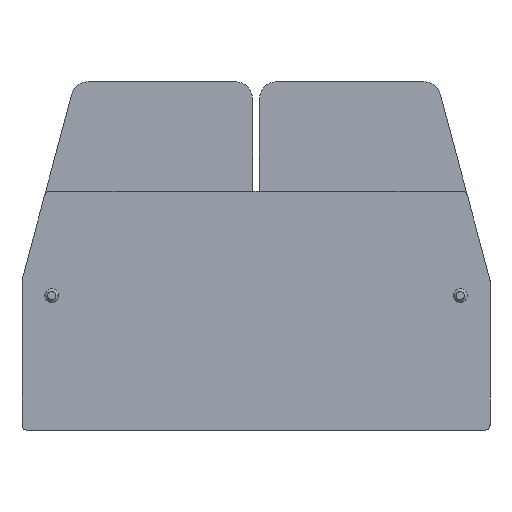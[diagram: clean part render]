
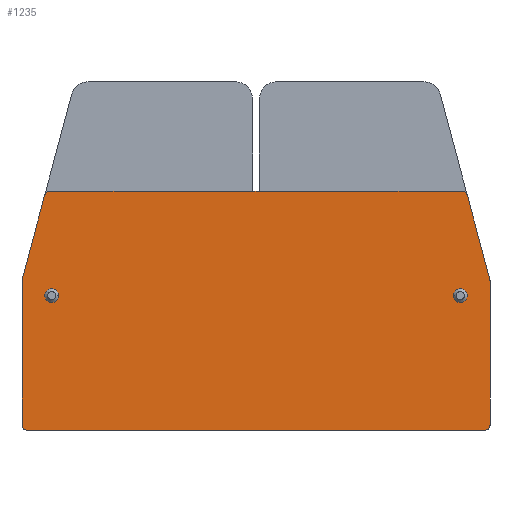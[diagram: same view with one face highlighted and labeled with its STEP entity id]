
A CAD part, left-side view. The second image highlights one B-rep face of the part: STEP entity #1235.
In plain terms, the highlighted planar face has unit normal (-1, 0, 0).
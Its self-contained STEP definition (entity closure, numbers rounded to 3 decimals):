
#319=AXIS2_PLACEMENT_3D('Circle Axis2P3D',#317,#318,$) ;
#381=AXIS2_PLACEMENT_3D('Circle Axis2P3D',#379,#380,$) ;
#443=AXIS2_PLACEMENT_3D('Circle Axis2P3D',#441,#442,$) ;
#505=AXIS2_PLACEMENT_3D('Circle Axis2P3D',#503,#504,$) ;
#686=AXIS2_PLACEMENT_3D('Circle Axis2P3D',#684,#685,$) ;
#712=AXIS2_PLACEMENT_3D('Circle Axis2P3D',#710,#711,$) ;
#801=AXIS2_PLACEMENT_3D('Circle Axis2P3D',#799,#800,$) ;
#827=AXIS2_PLACEMENT_3D('Circle Axis2P3D',#825,#826,$) ;
#1035=AXIS2_PLACEMENT_3D('Circle Axis2P3D',#1033,#1034,$) ;
#1183=AXIS2_PLACEMENT_3D('Plane Axis2P3D',#1180,#1181,#1182) ;
#1208=AXIS2_PLACEMENT_3D('Circle Axis2P3D',#1206,#1207,$) ;
#300=CARTESIAN_POINT('Vertex',(2.5,0.,21.901)) ;
#314=CARTESIAN_POINT('Vertex',(2.5,0.026,22.095)) ;
#317=CARTESIAN_POINT('Axis2P3D Location',(2.5,0.75,21.901)) ;
#340=CARTESIAN_POINT('Vertex',(2.5,0.,0.75)) ;
#348=CARTESIAN_POINT('Line Origine',(2.5,0.,11.326)) ;
#371=CARTESIAN_POINT('Vertex',(2.5,0.75,0.)) ;
#379=CARTESIAN_POINT('Axis2P3D Location',(2.5,0.75,0.75)) ;
#402=CARTESIAN_POINT('Vertex',(2.5,67.75,0.)) ;
#410=CARTESIAN_POINT('Line Origine',(2.5,34.25,0.)) ;
#433=CARTESIAN_POINT('Vertex',(2.5,68.5,0.75)) ;
#441=CARTESIAN_POINT('Axis2P3D Location',(2.5,67.75,0.75)) ;
#464=CARTESIAN_POINT('Vertex',(2.5,68.5,21.901)) ;
#472=CARTESIAN_POINT('Line Origine',(2.5,68.5,11.326)) ;
#495=CARTESIAN_POINT('Vertex',(2.5,68.474,22.095)) ;
#503=CARTESIAN_POINT('Axis2P3D Location',(2.5,67.75,21.901)) ;
#679=CARTESIAN_POINT('Vertex',(2.5,5.35,19.7)) ;
#684=CARTESIAN_POINT('Axis2P3D Location',(2.5,4.35,19.7)) ;
#688=CARTESIAN_POINT('Vertex',(2.5,3.35,19.7)) ;
#710=CARTESIAN_POINT('Axis2P3D Location',(2.5,4.35,19.7)) ;
#794=CARTESIAN_POINT('Vertex',(2.5,63.15,19.7)) ;
#799=CARTESIAN_POINT('Axis2P3D Location',(2.5,64.15,19.7)) ;
#803=CARTESIAN_POINT('Vertex',(2.5,65.15,19.7)) ;
#825=CARTESIAN_POINT('Axis2P3D Location',(2.5,64.15,19.7)) ;
#984=CARTESIAN_POINT('Line Origine',(2.5,1.68,28.27)) ;
#988=CARTESIAN_POINT('Vertex',(2.5,3.334,34.444)) ;
#1030=CARTESIAN_POINT('Vertex',(2.5,4.059,35.)) ;
#1033=CARTESIAN_POINT('Axis2P3D Location',(2.5,4.059,34.25)) ;
#1147=CARTESIAN_POINT('Vertex',(2.5,65.166,34.444)) ;
#1162=CARTESIAN_POINT('Line Origine',(2.5,66.82,28.27)) ;
#1180=CARTESIAN_POINT('Axis2P3D Location',(2.5,34.25,0.)) ;
#1185=CARTESIAN_POINT('Line Origine',(2.5,18.904,35.)) ;
#1189=CARTESIAN_POINT('Vertex',(2.5,33.75,35.)) ;
#1192=CARTESIAN_POINT('Line Origine',(2.5,34.25,35.)) ;
#1196=CARTESIAN_POINT('Vertex',(2.5,34.75,35.)) ;
#1199=CARTESIAN_POINT('Line Origine',(2.5,49.596,35.)) ;
#1203=CARTESIAN_POINT('Vertex',(2.5,64.441,35.)) ;
#1206=CARTESIAN_POINT('Axis2P3D Location',(2.5,64.441,34.25)) ;
#318=DIRECTION('Axis2P3D Direction',(-1.,0.,0.)) ;
#349=DIRECTION('Vector Direction',(0.,0.,1.)) ;
#380=DIRECTION('Axis2P3D Direction',(-1.,0.,0.)) ;
#411=DIRECTION('Vector Direction',(0.,1.,0.)) ;
#442=DIRECTION('Axis2P3D Direction',(-1.,0.,0.)) ;
#473=DIRECTION('Vector Direction',(0.,0.,1.)) ;
#504=DIRECTION('Axis2P3D Direction',(-1.,0.,0.)) ;
#685=DIRECTION('Axis2P3D Direction',(-1.,0.,0.)) ;
#711=DIRECTION('Axis2P3D Direction',(-1.,0.,0.)) ;
#800=DIRECTION('Axis2P3D Direction',(-1.,0.,0.)) ;
#826=DIRECTION('Axis2P3D Direction',(-1.,0.,0.)) ;
#985=DIRECTION('Vector Direction',(0.,0.259,0.966)) ;
#1034=DIRECTION('Axis2P3D Direction',(-1.,0.,0.)) ;
#1163=DIRECTION('Vector Direction',(0.,0.259,-0.966)) ;
#1181=DIRECTION('Axis2P3D Direction',(-1.,0.,0.)) ;
#1182=DIRECTION('Axis2P3D XDirection',(0.,-1.,0.)) ;
#1186=DIRECTION('Vector Direction',(0.,1.,0.)) ;
#1193=DIRECTION('Vector Direction',(0.,1.,0.)) ;
#1200=DIRECTION('Vector Direction',(0.,1.,0.)) ;
#1207=DIRECTION('Axis2P3D Direction',(-1.,0.,0.)) ;
#350=VECTOR('Line Direction',#349,1.) ;
#412=VECTOR('Line Direction',#411,1.) ;
#474=VECTOR('Line Direction',#473,1.) ;
#986=VECTOR('Line Direction',#985,1.) ;
#1164=VECTOR('Line Direction',#1163,1.) ;
#1187=VECTOR('Line Direction',#1186,1.) ;
#1194=VECTOR('Line Direction',#1193,1.) ;
#1201=VECTOR('Line Direction',#1200,1.) ;
#1212=ORIENTED_EDGE('',*,*,#1166,.T.) ;
#1213=ORIENTED_EDGE('',*,*,#507,.T.) ;
#1214=ORIENTED_EDGE('',*,*,#476,.T.) ;
#1215=ORIENTED_EDGE('',*,*,#445,.T.) ;
#1216=ORIENTED_EDGE('',*,*,#414,.T.) ;
#1217=ORIENTED_EDGE('',*,*,#383,.T.) ;
#1218=ORIENTED_EDGE('',*,*,#352,.T.) ;
#1219=ORIENTED_EDGE('',*,*,#321,.T.) ;
#1220=ORIENTED_EDGE('',*,*,#990,.T.) ;
#1221=ORIENTED_EDGE('',*,*,#1037,.F.) ;
#1222=ORIENTED_EDGE('',*,*,#1191,.T.) ;
#1223=ORIENTED_EDGE('',*,*,#1198,.T.) ;
#1224=ORIENTED_EDGE('',*,*,#1205,.T.) ;
#1225=ORIENTED_EDGE('',*,*,#1210,.F.) ;
#1228=ORIENTED_EDGE('',*,*,#690,.F.) ;
#1229=ORIENTED_EDGE('',*,*,#714,.F.) ;
#1232=ORIENTED_EDGE('',*,*,#805,.F.) ;
#1233=ORIENTED_EDGE('',*,*,#829,.F.) ;
#1230=FACE_BOUND('',#1227,.T.) ;
#1234=FACE_BOUND('',#1231,.T.) ;
#1235=ADVANCED_FACE('V1',(#1226,#1230,#1234),#1184,.T.) ;
#320=CIRCLE('generated circle',#319,0.75) ;
#382=CIRCLE('generated circle',#381,0.75) ;
#444=CIRCLE('generated circle',#443,0.75) ;
#506=CIRCLE('generated circle',#505,0.75) ;
#687=CIRCLE('generated circle',#686,1.) ;
#713=CIRCLE('generated circle',#712,1.) ;
#802=CIRCLE('generated circle',#801,1.) ;
#828=CIRCLE('generated circle',#827,1.) ;
#1036=CIRCLE('generated circle',#1035,0.75) ;
#1209=CIRCLE('generated circle',#1208,0.75) ;
#321=EDGE_CURVE('',#301,#315,#320,.T.) ;
#352=EDGE_CURVE('',#341,#301,#351,.T.) ;
#383=EDGE_CURVE('',#372,#341,#382,.T.) ;
#414=EDGE_CURVE('',#403,#372,#413,.F.) ;
#445=EDGE_CURVE('',#434,#403,#444,.T.) ;
#476=EDGE_CURVE('',#465,#434,#475,.F.) ;
#507=EDGE_CURVE('',#496,#465,#506,.T.) ;
#690=EDGE_CURVE('',#680,#689,#687,.T.) ;
#714=EDGE_CURVE('',#689,#680,#713,.T.) ;
#805=EDGE_CURVE('',#795,#804,#802,.T.) ;
#829=EDGE_CURVE('',#804,#795,#828,.T.) ;
#990=EDGE_CURVE('',#315,#989,#987,.T.) ;
#1037=EDGE_CURVE('',#1031,#989,#1036,.F.) ;
#1166=EDGE_CURVE('',#1148,#496,#1165,.T.) ;
#1191=EDGE_CURVE('',#1031,#1190,#1188,.T.) ;
#1198=EDGE_CURVE('',#1190,#1197,#1195,.T.) ;
#1205=EDGE_CURVE('',#1197,#1204,#1202,.T.) ;
#1210=EDGE_CURVE('',#1148,#1204,#1209,.F.) ;
#1211=EDGE_LOOP('',(#1212,#1213,#1214,#1215,#1216,#1217,#1218,#1219,#1220,#1221,#1222,#1223,#1224,#1225)) ;
#1227=EDGE_LOOP('',(#1228,#1229)) ;
#1231=EDGE_LOOP('',(#1232,#1233)) ;
#1226=FACE_OUTER_BOUND('',#1211,.T.) ;
#351=LINE('Line',#348,#350) ;
#413=LINE('Line',#410,#412) ;
#475=LINE('Line',#472,#474) ;
#987=LINE('Line',#984,#986) ;
#1165=LINE('Line',#1162,#1164) ;
#1188=LINE('Line',#1185,#1187) ;
#1195=LINE('Line',#1192,#1194) ;
#1202=LINE('Line',#1199,#1201) ;
#1184=PLANE('',#1183) ;
#301=VERTEX_POINT('',#300) ;
#315=VERTEX_POINT('',#314) ;
#341=VERTEX_POINT('',#340) ;
#372=VERTEX_POINT('',#371) ;
#403=VERTEX_POINT('',#402) ;
#434=VERTEX_POINT('',#433) ;
#465=VERTEX_POINT('',#464) ;
#496=VERTEX_POINT('',#495) ;
#680=VERTEX_POINT('',#679) ;
#689=VERTEX_POINT('',#688) ;
#795=VERTEX_POINT('',#794) ;
#804=VERTEX_POINT('',#803) ;
#989=VERTEX_POINT('',#988) ;
#1031=VERTEX_POINT('',#1030) ;
#1148=VERTEX_POINT('',#1147) ;
#1190=VERTEX_POINT('',#1189) ;
#1197=VERTEX_POINT('',#1196) ;
#1204=VERTEX_POINT('',#1203) ;
